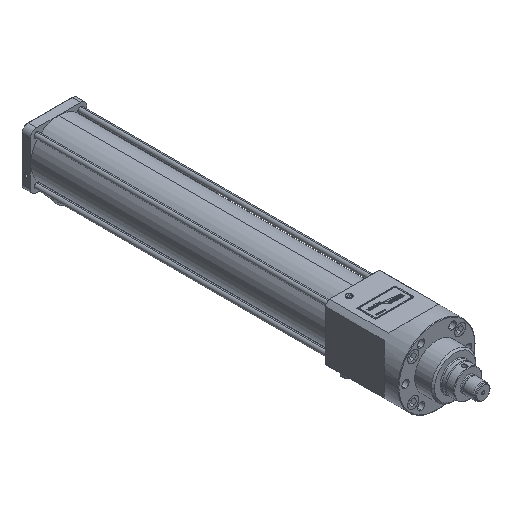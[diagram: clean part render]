
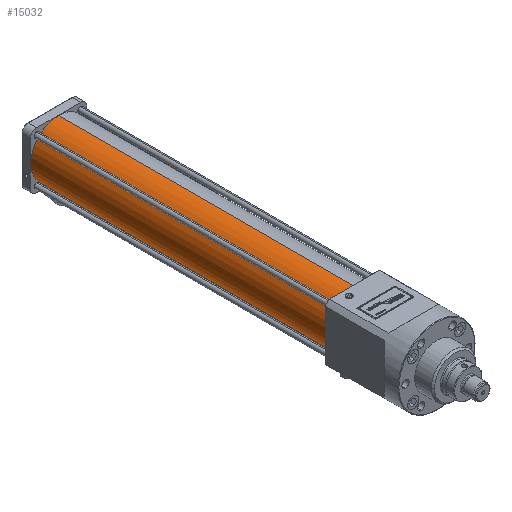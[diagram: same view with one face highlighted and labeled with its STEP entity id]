
A CAD part, isometric view. The second image highlights one B-rep face of the part: STEP entity #15032.
In plain terms, the highlighted cylindrical face has radius 53.5 mm (diameter 107 mm), a partial arc.
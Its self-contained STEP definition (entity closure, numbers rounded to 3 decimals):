
#136 = EDGE_LOOP ( 'NONE', ( #38033, #27673, #5972, #30185 ) ) ;
#865 = VERTEX_POINT ( 'NONE', #26435 ) ;
#940 = DIRECTION ( 'NONE',  ( 1., 0., 0. ) ) ;
#3344 = VECTOR ( 'NONE', #29805, 1000. ) ;
#4269 = VERTEX_POINT ( 'NONE', #34960 ) ;
#5463 = CARTESIAN_POINT ( 'NONE',  ( 0., 725., -53.5 ) ) ;
#5972 = ORIENTED_EDGE ( 'NONE', *, *, #21253, .T. ) ;
#6508 = FACE_OUTER_BOUND ( 'NONE', #136, .T. ) ;
#7555 = EDGE_CURVE ( 'NONE', #865, #4269, #10490, .T. ) ;
#7970 = EDGE_CURVE ( 'NONE', #4269, #27260, #17085, .T. ) ;
#8194 = CARTESIAN_POINT ( 'NONE',  ( 0., 725., 0. ) ) ;
#9984 = VECTOR ( 'NONE', #23587, 1000. ) ;
#10490 = CIRCLE ( 'NONE', #36579, 53.5 ) ;
#10926 = CARTESIAN_POINT ( 'NONE',  ( 0., 725., 0. ) ) ;
#11250 = DIRECTION ( 'NONE',  ( 0., 0., 1. ) ) ;
#12306 = AXIS2_PLACEMENT_3D ( 'NONE', #10926, #32189, #22898 ) ;
#15032 = ADVANCED_FACE ( 'NONE', ( #6508 ), #21763, .T. ) ;
#16253 = CIRCLE ( 'NONE', #27583, 53.5 ) ;
#17085 = LINE ( 'NONE', #18632, #9984 ) ;
#18632 = CARTESIAN_POINT ( 'NONE',  ( 0., 725., 53.5 ) ) ;
#19132 = DIRECTION ( 'NONE',  ( 0., 1., 0. ) ) ;
#21253 = EDGE_CURVE ( 'NONE', #865, #23260, #35655, .T. ) ;
#21763 = CYLINDRICAL_SURFACE ( 'NONE', #12306, 53.5 ) ;
#22898 = DIRECTION ( 'NONE',  ( 0., 0., -1. ) ) ;
#23260 = VERTEX_POINT ( 'NONE', #24389 ) ;
#23587 = DIRECTION ( 'NONE',  ( 0., -1., 0. ) ) ;
#24389 = CARTESIAN_POINT ( 'NONE',  ( 0., 159., -53.5 ) ) ;
#26435 = CARTESIAN_POINT ( 'NONE',  ( 0., 725., -53.5 ) ) ;
#26514 = CARTESIAN_POINT ( 'NONE',  ( 0., 159., 53.5 ) ) ;
#27260 = VERTEX_POINT ( 'NONE', #26514 ) ;
#27583 = AXIS2_PLACEMENT_3D ( 'NONE', #37279, #19132, #940 ) ;
#27673 = ORIENTED_EDGE ( 'NONE', *, *, #7555, .F. ) ;
#29482 = DIRECTION ( 'NONE',  ( 0., 1., 0. ) ) ;
#29805 = DIRECTION ( 'NONE',  ( 0., -1., 0. ) ) ;
#30185 = ORIENTED_EDGE ( 'NONE', *, *, #35863, .T. ) ;
#32189 = DIRECTION ( 'NONE',  ( 0., -1., 0. ) ) ;
#34960 = CARTESIAN_POINT ( 'NONE',  ( 0., 725., 53.5 ) ) ;
#35655 = LINE ( 'NONE', #5463, #3344 ) ;
#35863 = EDGE_CURVE ( 'NONE', #23260, #27260, #16253, .T. ) ;
#36579 = AXIS2_PLACEMENT_3D ( 'NONE', #8194, #29482, #11250 ) ;
#37279 = CARTESIAN_POINT ( 'NONE',  ( 0., 159., 0. ) ) ;
#38033 = ORIENTED_EDGE ( 'NONE', *, *, #7970, .F. ) ;
